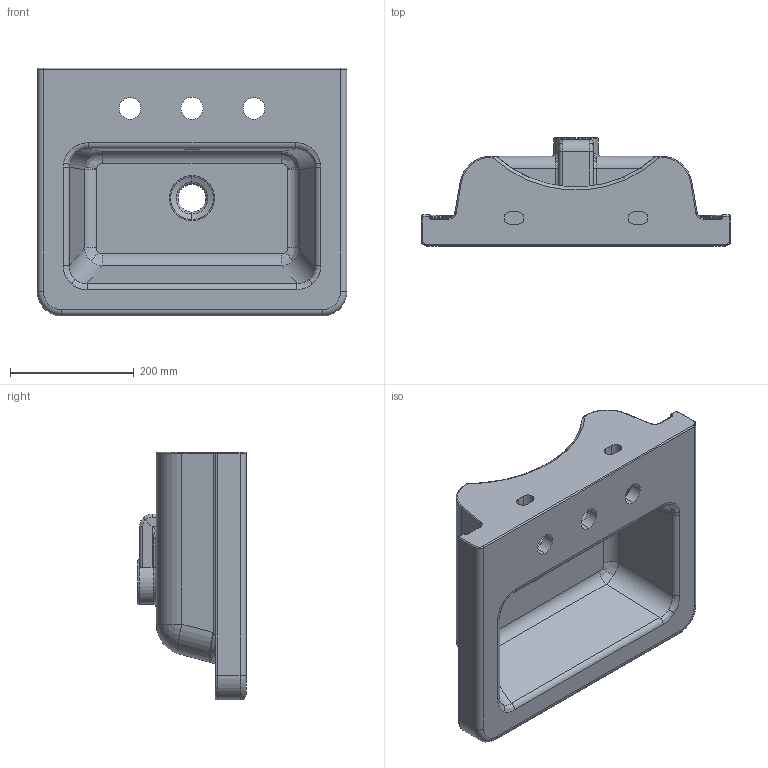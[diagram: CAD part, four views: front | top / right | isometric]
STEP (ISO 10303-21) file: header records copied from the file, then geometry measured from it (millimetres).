
FILE_DESCRIPTION (( 'STEP AP214' ), '1' );
FILE_NAME ('IND050B.3TH_STEP_V10424.STEP', '2024-04-08T14:31:51', ( '' ), ( '' ), 'SwSTEP 2.0', 'SolidWorks 2019', '' );
FILE_SCHEMA (( 'AUTOMOTIVE_DESIGN' ));
Length unit declared in the file: millimetre
Products named in the file (1): IND050B.3TH_STEP_V10424
Bounding box: 500 x 175 x 400 mm (x, y, z)
Volume: 9223192.6 mm3; surface area: 785477.9 mm2
Topology: 1 solids, 1 shells, 259 faces, 628 edges, 354 vertices
Faces by surface type: cylinder 111, plane 52, torus 47, bspline 34, sphere 13, cone 2
Entity records: 9360 total; most frequent: CARTESIAN_POINT 3546, DIRECTION 1258, ORIENTED_EDGE 1216, EDGE_CURVE 608, AXIS2_PLACEMENT_3D 510, VERTEX_POINT 354, CIRCLE 284, EDGE_LOOP 276
